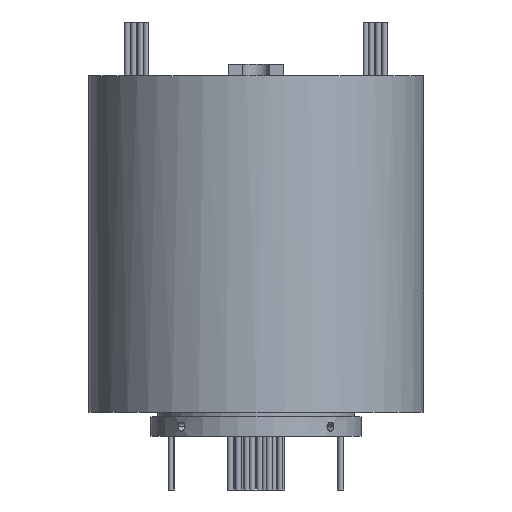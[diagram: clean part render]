
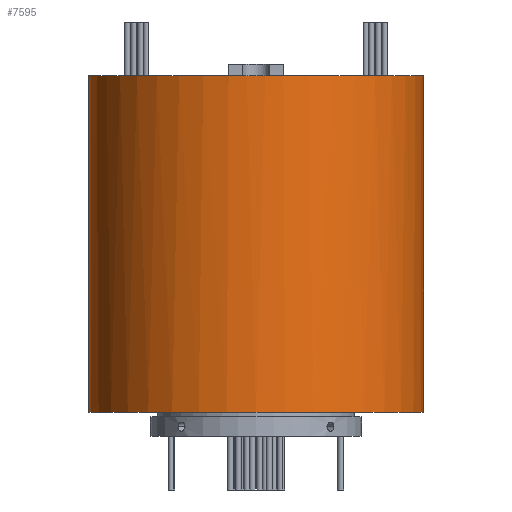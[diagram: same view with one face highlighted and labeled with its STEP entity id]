
A CAD part, front view. The second image highlights one B-rep face of the part: STEP entity #7595.
In plain terms, the highlighted cylindrical face has radius 59.5 mm (diameter 119 mm), a partial arc.
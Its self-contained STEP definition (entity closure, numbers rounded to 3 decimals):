
#45 = VECTOR ( 'NONE', #1569, 1000. ) ;
#328 = FACE_OUTER_BOUND ( 'NONE', #5301, .T. ) ;
#461 = CARTESIAN_POINT ( 'NONE',  ( 0., 0., 128.2 ) ) ;
#471 = CARTESIAN_POINT ( 'NONE',  ( 59.5, 0., 128.2 ) ) ;
#495 = CARTESIAN_POINT ( 'NONE',  ( 0., 0., 8.6 ) ) ;
#570 = ORIENTED_EDGE ( 'NONE', *, *, #3800, .T. ) ;
#701 = CIRCLE ( 'NONE', #7635, 59.5 ) ;
#1073 = DIRECTION ( 'NONE',  ( -1., 0., 0. ) ) ;
#1116 = DIRECTION ( 'NONE',  ( 1., 0., 0. ) ) ;
#1301 = CARTESIAN_POINT ( 'NONE',  ( -59.5, 0., 8.6 ) ) ;
#1309 = VECTOR ( 'NONE', #7969, 1000. ) ;
#1569 = DIRECTION ( 'NONE',  ( 0., 0., -1. ) ) ;
#1783 = CARTESIAN_POINT ( 'NONE',  ( 0., 0., 128.2 ) ) ;
#2249 = EDGE_CURVE ( 'NONE', #6386, #6492, #6789, .T. ) ;
#2301 = EDGE_CURVE ( 'NONE', #4567, #2958, #3000, .T. ) ;
#2422 = DIRECTION ( 'NONE',  ( 1., 0., 0. ) ) ;
#2589 = ORIENTED_EDGE ( 'NONE', *, *, #2301, .F. ) ;
#2671 = AXIS2_PLACEMENT_3D ( 'NONE', #495, #4935, #1116 ) ;
#2743 = DIRECTION ( 'NONE',  ( 0., 0., 1. ) ) ;
#2828 = EDGE_CURVE ( 'NONE', #3757, #4567, #4216, .T. ) ;
#2958 = VERTEX_POINT ( 'NONE', #3740 ) ;
#3000 = LINE ( 'NONE', #6067, #1309 ) ;
#3644 = DIRECTION ( 'NONE',  ( 0., 0., 1. ) ) ;
#3740 = CARTESIAN_POINT ( 'NONE',  ( 59.5, 0., 8.6 ) ) ;
#3757 = VERTEX_POINT ( 'NONE', #5435 ) ;
#3800 = EDGE_CURVE ( 'NONE', #6492, #2958, #7905, .T. ) ;
#4216 = CIRCLE ( 'NONE', #4231, 59.5 ) ;
#4231 = AXIS2_PLACEMENT_3D ( 'NONE', #7440, #3644, #8089 ) ;
#4283 = CARTESIAN_POINT ( 'NONE',  ( -59.5, 0., 128.2 ) ) ;
#4567 = VERTEX_POINT ( 'NONE', #471 ) ;
#4935 = DIRECTION ( 'NONE',  ( 0., 0., 1. ) ) ;
#5181 = ORIENTED_EDGE ( 'NONE', *, *, #2249, .T. ) ;
#5265 = AXIS2_PLACEMENT_3D ( 'NONE', #6562, #2743, #7192 ) ;
#5301 = EDGE_LOOP ( 'NONE', ( #2589, #5524, #5959, #8069, #5181, #570 ) ) ;
#5435 = CARTESIAN_POINT ( 'NONE',  ( 9.75, -58.696, 128.2 ) ) ;
#5524 = ORIENTED_EDGE ( 'NONE', *, *, #2828, .F. ) ;
#5716 = EDGE_CURVE ( 'NONE', #6386, #6589, #701, .T. ) ;
#5959 = ORIENTED_EDGE ( 'NONE', *, *, #6659, .F. ) ;
#6037 = CARTESIAN_POINT ( 'NONE',  ( -59.5, 0., 128.2 ) ) ;
#6067 = CARTESIAN_POINT ( 'NONE',  ( 59.5, 0., 128.2 ) ) ;
#6241 = DIRECTION ( 'NONE',  ( 0., 0., 1. ) ) ;
#6338 = AXIS2_PLACEMENT_3D ( 'NONE', #461, #7412, #1073 ) ;
#6386 = VERTEX_POINT ( 'NONE', #4283 ) ;
#6492 = VERTEX_POINT ( 'NONE', #1301 ) ;
#6562 = CARTESIAN_POINT ( 'NONE',  ( 0., 0., 128.2 ) ) ;
#6589 = VERTEX_POINT ( 'NONE', #7110 ) ;
#6659 = EDGE_CURVE ( 'NONE', #6589, #3757, #6934, .T. ) ;
#6789 = LINE ( 'NONE', #6037, #45 ) ;
#6934 = CIRCLE ( 'NONE', #5265, 59.5 ) ;
#7110 = CARTESIAN_POINT ( 'NONE',  ( -9.75, -58.696, 128.2 ) ) ;
#7192 = DIRECTION ( 'NONE',  ( 1., 0., 0. ) ) ;
#7412 = DIRECTION ( 'NONE',  ( 0., 0., -1. ) ) ;
#7440 = CARTESIAN_POINT ( 'NONE',  ( 0., 0., 128.2 ) ) ;
#7595 = ADVANCED_FACE ( 'NONE', ( #328 ), #8160, .T. ) ;
#7635 = AXIS2_PLACEMENT_3D ( 'NONE', #1783, #6241, #2422 ) ;
#7905 = CIRCLE ( 'NONE', #2671, 59.5 ) ;
#7969 = DIRECTION ( 'NONE',  ( 0., 0., -1. ) ) ;
#8069 = ORIENTED_EDGE ( 'NONE', *, *, #5716, .F. ) ;
#8089 = DIRECTION ( 'NONE',  ( 1., 0., 0. ) ) ;
#8160 = CYLINDRICAL_SURFACE ( 'NONE', #6338, 59.5 ) ;
